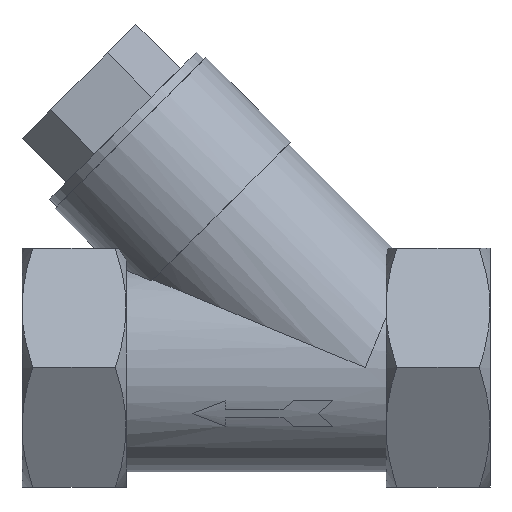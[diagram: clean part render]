
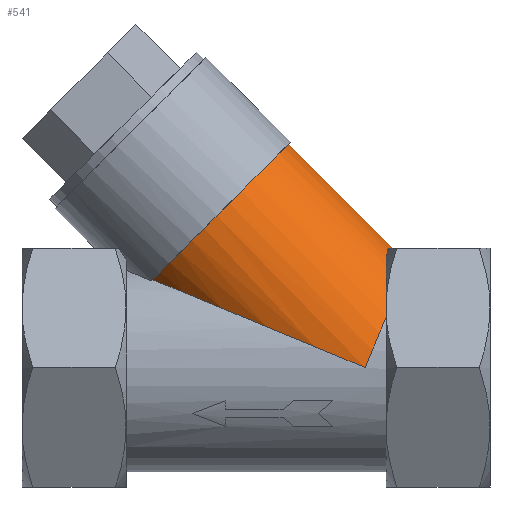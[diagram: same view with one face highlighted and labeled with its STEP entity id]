
A CAD part, top view. The second image highlights one B-rep face of the part: STEP entity #541.
In plain terms, the highlighted cylindrical face has radius 20 mm (diameter 40 mm), a partial arc.
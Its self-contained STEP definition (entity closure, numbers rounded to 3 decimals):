
#161 = EDGE_LOOP ( 'NONE', ( #838, #837, #844, #834, #917, #926, #860 ) ) ;
#300 =( BOUNDED_CURVE ( )  B_SPLINE_CURVE ( 3, ( #332, #345, #416, #309 ),
 .UNSPECIFIED., .F., .F. ) 
 B_SPLINE_CURVE_WITH_KNOTS ( ( 4, 4 ),
 ( 6.023, 6.283 ),
 .UNSPECIFIED. ) 
 CURVE ( )  GEOMETRIC_REPRESENTATION_ITEM ( )  RATIONAL_B_SPLINE_CURVE ( ( 1., 0.994, 0.994, 1. ) ) 
 REPRESENTATION_ITEM ( '' )  );
#309 = CARTESIAN_POINT ( 'NONE',  ( 26.279, 23., 0. ) ) ;
#332 = CARTESIAN_POINT ( 'NONE',  ( 25.328, 23., 5.143 ) ) ;
#345 = CARTESIAN_POINT ( 'NONE',  ( 25.96, 23., 3.463 ) ) ;
#416 = CARTESIAN_POINT ( 'NONE',  ( 26.279, 23., 1.739 ) ) ;
#541 = ADVANCED_FACE ( 'NONE', ( #2483 ), #2503, .T. ) ;
#717 = CARTESIAN_POINT ( 'NONE',  ( 20.995, 0., 0. ) ) ;
#751 = DIRECTION ( 'NONE',  ( 0.707, 0.707, 0. ) ) ;
#753 = DIRECTION ( 'NONE',  ( 0.707, -0.707, 0. ) ) ;
#834 = ORIENTED_EDGE ( 'NONE', *, *, #1759, .T. ) ;
#837 = ORIENTED_EDGE ( 'NONE', *, *, #1003, .T. ) ;
#838 = ORIENTED_EDGE ( 'NONE', *, *, #1071, .F. ) ;
#844 = ORIENTED_EDGE ( 'NONE', *, *, #1747, .T. ) ;
#860 = ORIENTED_EDGE ( 'NONE', *, *, #945, .T. ) ;
#917 = ORIENTED_EDGE ( 'NONE', *, *, #1735, .T. ) ;
#926 = ORIENTED_EDGE ( 'NONE', *, *, #1743, .T. ) ;
#945 = EDGE_CURVE ( 'NONE', #1970, #2048, #300, .T. ) ;
#1003 = EDGE_CURVE ( 'NONE', #2038, #1992, #2669, .T. ) ;
#1071 = EDGE_CURVE ( 'NONE', #2038, #2048, #2738, .T. ) ;
#1107 = AXIS2_PLACEMENT_3D ( 'NONE', #717, #753, #751 ) ;
#1164 =( BOUNDED_CURVE ( )  B_SPLINE_CURVE ( 3, ( #2213, #2214, #2219, #2220 ),
 .UNSPECIFIED., .F., .T. ) 
 B_SPLINE_CURVE_WITH_KNOTS ( ( 4, 4 ),
 ( 4.712, 5.217 ),
 .UNSPECIFIED. ) 
 CURVE ( )  GEOMETRIC_REPRESENTATION_ITEM ( )  RATIONAL_B_SPLINE_CURVE ( ( 1., 0.979, 0.979, 1. ) ) 
 REPRESENTATION_ITEM ( '' )  );
#1334 = CARTESIAN_POINT ( 'NONE',  ( -7.882, 28.877, 0. ) ) ;
#1335 = DIRECTION ( 'NONE',  ( 0.707, -0.707, 0. ) ) ;
#1336 = DIRECTION ( 'NONE',  ( 0.707, 0.707, 0. ) ) ;
#1595 = CARTESIAN_POINT ( 'NONE',  ( 35.137, 14.142, 0. ) ) ;
#1596 = DIRECTION ( 'NONE',  ( 0.707, -0.707, 0. ) ) ;
#1709 = AXIS2_PLACEMENT_3D ( 'NONE', #1334, #1335, #1336 ) ;
#1735 = EDGE_CURVE ( 'NONE', #2025, #2039, #2450, .T. ) ;
#1743 = EDGE_CURVE ( 'NONE', #2039, #1970, #2455, .T. ) ;
#1747 = EDGE_CURVE ( 'NONE', #1992, #1965, #2457, .T. ) ;
#1759 = EDGE_CURVE ( 'NONE', #1965, #2025, #1164, .T. ) ;
#1965 = VERTEX_POINT ( 'NONE', #2274 ) ;
#1970 = VERTEX_POINT ( 'NONE', #2278 ) ;
#1992 = VERTEX_POINT ( 'NONE', #2298 ) ;
#2025 = VERTEX_POINT ( 'NONE', #2331 ) ;
#2038 = VERTEX_POINT ( 'NONE', #2344 ) ;
#2039 = VERTEX_POINT ( 'NONE', #2345 ) ;
#2048 = VERTEX_POINT ( 'NONE', #2354 ) ;
#2119 = CARTESIAN_POINT ( 'NONE',  ( 25., 18.446, 12.787 ) ) ;
#2124 = CARTESIAN_POINT ( 'NONE',  ( 25., 14.547, 15.603 ) ) ;
#2126 = CARTESIAN_POINT ( 'NONE',  ( 25., 9.669, 17.508 ) ) ;
#2127 = CARTESIAN_POINT ( 'NONE',  ( 25., 21.037, 9.298 ) ) ;
#2143 = CARTESIAN_POINT ( 'NONE',  ( 25., 21.037, 9.298 ) ) ;
#2154 = CARTESIAN_POINT ( 'NONE',  ( 25.135, 21.867, 7.998 ) ) ;
#2159 = CARTESIAN_POINT ( 'NONE',  ( 25.247, 22.527, 6.616 ) ) ;
#2160 = CARTESIAN_POINT ( 'NONE',  ( 25.328, 23., 5.143 ) ) ;
#2166 = CARTESIAN_POINT ( 'NONE',  ( 4.044, 7.021, 20. ) ) ;
#2167 = CARTESIAN_POINT ( 'NONE',  ( -10.799, 13.17, 16.609 ) ) ;
#2172 = CARTESIAN_POINT ( 'NONE',  ( -19.843, 16.916, 10.67 ) ) ;
#2173 = CARTESIAN_POINT ( 'NONE',  ( 20.995, 0., 20. ) ) ;
#2213 = CARTESIAN_POINT ( 'NONE',  ( 20.995, 0., 20. ) ) ;
#2214 = CARTESIAN_POINT ( 'NONE',  ( 22.403, 3.4, 20. ) ) ;
#2219 = CARTESIAN_POINT ( 'NONE',  ( 23.767, 6.693, 19.151 ) ) ;
#2220 = CARTESIAN_POINT ( 'NONE',  ( 25., 9.669, 17.508 ) ) ;
#2274 = CARTESIAN_POINT ( 'NONE',  ( 20.995, 0., 20. ) ) ;
#2278 = CARTESIAN_POINT ( 'NONE',  ( 25.328, 23., 5.143 ) ) ;
#2298 = CARTESIAN_POINT ( 'NONE',  ( -19.843, 16.916, 10.67 ) ) ;
#2331 = CARTESIAN_POINT ( 'NONE',  ( 25., 9.669, 17.508 ) ) ;
#2344 = CARTESIAN_POINT ( 'NONE',  ( 6.26, 43.019, 0. ) ) ;
#2345 = CARTESIAN_POINT ( 'NONE',  ( 25., 21.037, 9.298 ) ) ;
#2354 = CARTESIAN_POINT ( 'NONE',  ( 26.279, 23., 0. ) ) ;
#2450 =( BOUNDED_CURVE ( )  B_SPLINE_CURVE ( 3, ( #2126, #2124, #2119, #2127 ),
 .UNSPECIFIED., .F., .F. ) 
 B_SPLINE_CURVE_WITH_KNOTS ( ( 4, 4 ),
 ( 2.075, 2.658 ),
 .UNSPECIFIED. ) 
 CURVE ( )  GEOMETRIC_REPRESENTATION_ITEM ( )  RATIONAL_B_SPLINE_CURVE ( ( 1., 0.972, 0.972, 1. ) ) 
 REPRESENTATION_ITEM ( '' )  );
#2455 = B_SPLINE_CURVE_WITH_KNOTS ( 'NONE', 3,
 ( #2143, #2154, #2159, #2160 ),
 .UNSPECIFIED., .F., .F.,
 ( 4, 4 ),
 ( 0., 0.005 ),
 .UNSPECIFIED. ) ;
#2457 =( BOUNDED_CURVE ( )  B_SPLINE_CURVE ( 3, ( #2172, #2167, #2166, #2173 ),
 .UNSPECIFIED., .F., .T. ) 
 B_SPLINE_CURVE_WITH_KNOTS ( ( 4, 4 ),
 ( 3.704, 4.712 ),
 .UNSPECIFIED. ) 
 CURVE ( )  GEOMETRIC_REPRESENTATION_ITEM ( )  RATIONAL_B_SPLINE_CURVE ( ( 1., 0.917, 0.917, 1. ) ) 
 REPRESENTATION_ITEM ( '' )  );
#2483 = FACE_OUTER_BOUND ( 'NONE', #161, .T. ) ;
#2503 = CYLINDRICAL_SURFACE ( 'NONE', #1107, 20. ) ;
#2669 = CIRCLE ( 'NONE', #1709, 20. ) ;
#2738 = LINE ( 'NONE', #1595, #2740 ) ;
#2740 = VECTOR ( 'NONE', #1596, 1000. ) ;
